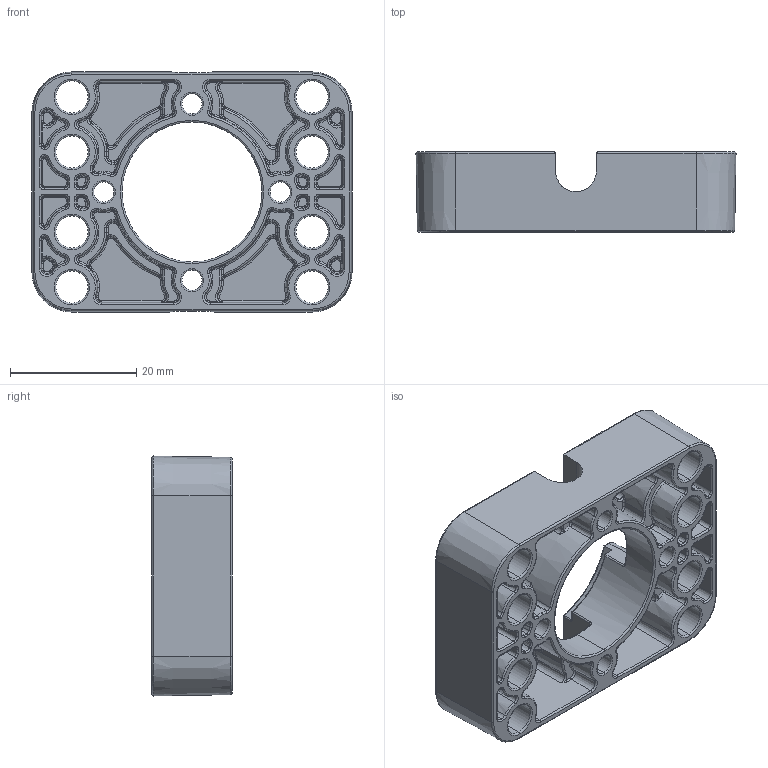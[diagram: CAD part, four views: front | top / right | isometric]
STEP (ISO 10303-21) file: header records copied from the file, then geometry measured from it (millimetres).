
FILE_DESCRIPTION (( 'STEP AP214' ), '1' );
FILE_NAME ('am-5537 NeveRest Spacer Mount.STEP', '2025-01-17T15:58:25', ( '' ), ( '' ), 'SwSTEP 2.0', 'SolidWorks 2024', '' );
FILE_SCHEMA (( 'AUTOMOTIVE_DESIGN' ));
Length unit declared in the file: inch
Products named in the file (1): am-5537 NeveRest Spacer Mount
Bounding box: 50.79 x 12.7 x 38.09 mm (x, y, z)
Volume: 8575.9 mm3; surface area: 10363 mm2
Topology: 1 solids, 1 shells, 1110 faces, 2617 edges, 1486 vertices
Faces by surface type: torus 415, bspline 210, cylinder 187, cone 168, plane 109, sphere 21
Entity records: 36549 total; most frequent: CARTESIAN_POINT 12091, DIRECTION 5427, ORIENTED_EDGE 5158, EDGE_CURVE 2579, AXIS2_PLACEMENT_3D 2440, CIRCLE 1539, VERTEX_POINT 1486, EDGE_LOOP 1151
